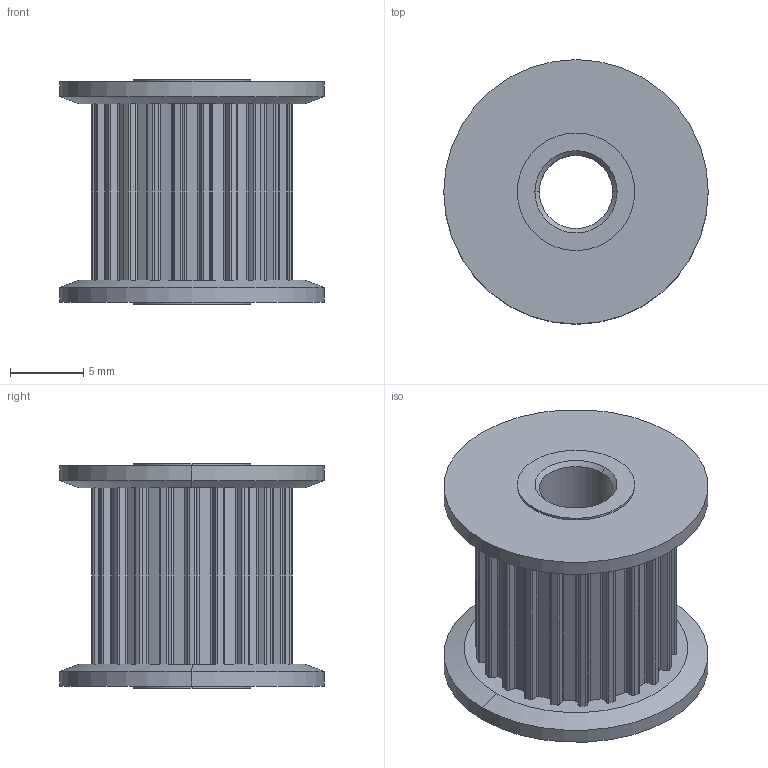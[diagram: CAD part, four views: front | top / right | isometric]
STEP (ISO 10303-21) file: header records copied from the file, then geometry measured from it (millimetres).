
FILE_DESCRIPTION (( 'STEP AP214' ), '1' );
FILE_NAME ('4333240000643.STEP', '2017-12-21T11:49:38', ( '13' ), ( '' ), 'SwSTEP 2.0', 'SolidWorks 2012', '' );
FILE_SCHEMA (( 'AUTOMOTIVE_DESIGN' ));
Length unit declared in the file: millimetre
Products named in the file (1): 4333240000643
Bounding box: 18 x 18 x 15.3 mm (x, y, z)
Volume: 2024.5 mm3; surface area: 1790.4 mm2
Topology: 1 solids, 1 shells, 201 faces, 577 edges, 382 vertices
Faces by surface type: cylinder 121, plane 72, cone 8
Entity records: 6715 total; most frequent: DIRECTION 1231, CARTESIAN_POINT 1161, ORIENTED_EDGE 1154, EDGE_CURVE 577, AXIS2_PLACEMENT_3D 452, VERTEX_POINT 382, VECTOR 327, LINE 327
